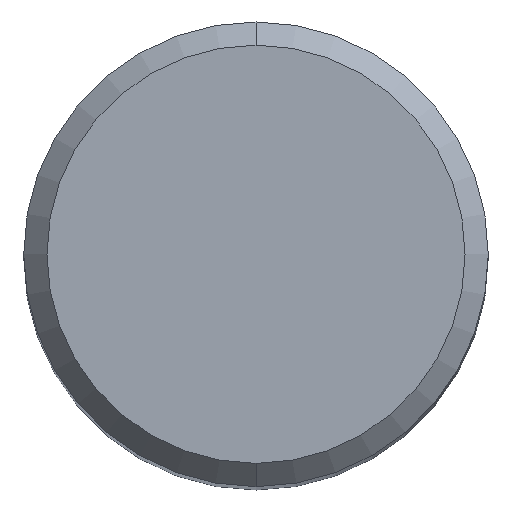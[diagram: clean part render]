
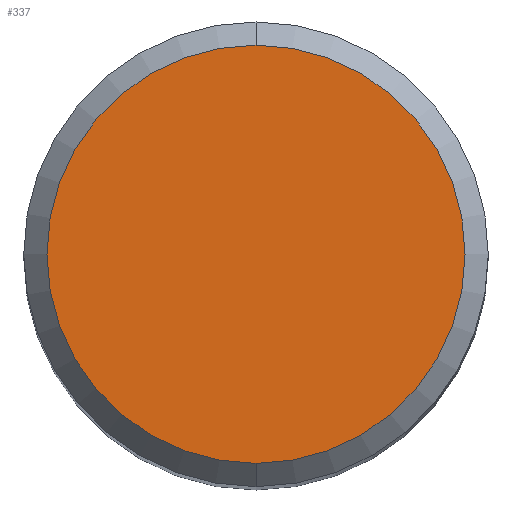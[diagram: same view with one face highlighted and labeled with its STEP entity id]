
A CAD part, top view. The second image highlights one B-rep face of the part: STEP entity #337.
In plain terms, the highlighted planar face has unit normal (0, 0, 1).
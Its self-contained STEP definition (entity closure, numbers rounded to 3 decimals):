
#311=EDGE_CURVE('',#407,#319,#633,.T.);
#319=VERTEX_POINT('',#641);
#337=ADVANCED_FACE('',(#661),#662,.T.);
#407=VERTEX_POINT('',#738);
#455=EDGE_CURVE('',#319,#407,#792,.T.);
#633=CIRCLE('',#1123,5.4);
#641=CARTESIAN_POINT('',(0.0,5.4,0.0));
#661=FACE_OUTER_BOUND('',#1201,.T.);
#662=PLANE('',#1202);
#738=CARTESIAN_POINT('',(0.,-5.4,0.0));
#792=CIRCLE('',#1473,5.4);
#1123=AXIS2_PLACEMENT_3D('',#1658,#1659,#1660);
#1201=EDGE_LOOP('',(#1686,#1687));
#1202=AXIS2_PLACEMENT_3D('',#1688,#1689,#1690);
#1473=AXIS2_PLACEMENT_3D('',#1860,#1861,#1862);
#1658=CARTESIAN_POINT('',(0.0,0.0,0.0));
#1659=DIRECTION('',(0.0,0.0,-1.0));
#1660=DIRECTION('',(0.0,1.0,0.0));
#1686=ORIENTED_EDGE('',*,*,#455,.F.);
#1687=ORIENTED_EDGE('',*,*,#311,.F.);
#1688=CARTESIAN_POINT('',(0.0,2.7,0.0));
#1689=DIRECTION('',(-0.0,0.0,1.0));
#1690=DIRECTION('',(0.0,-1.0,0.0));
#1860=CARTESIAN_POINT('',(0.0,0.0,0.0));
#1861=DIRECTION('',(0.0,0.0,-1.0));
#1862=DIRECTION('',(0.0,1.0,0.0));
